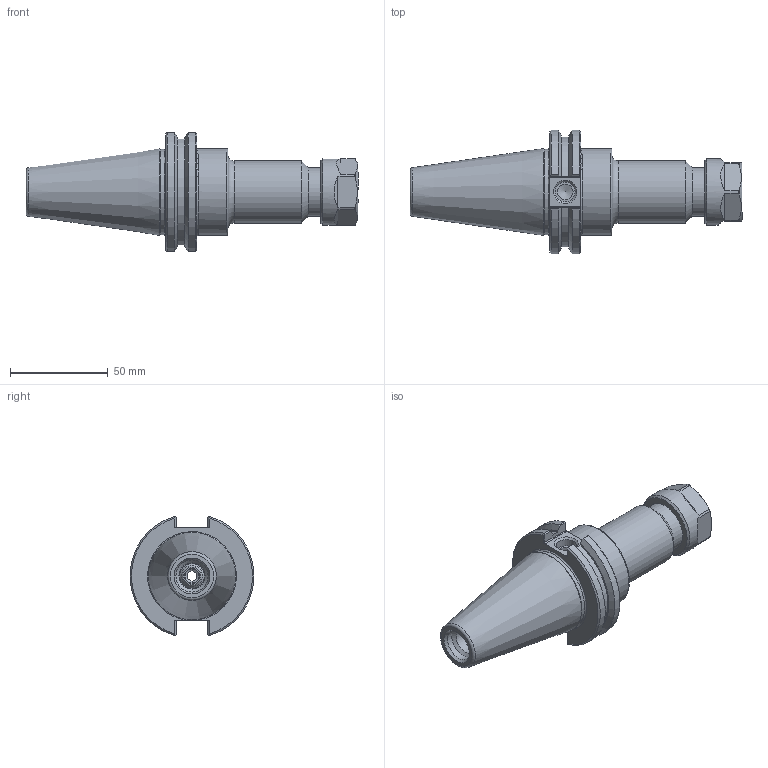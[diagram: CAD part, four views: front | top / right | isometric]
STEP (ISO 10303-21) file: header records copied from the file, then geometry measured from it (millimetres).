
FILE_DESCRIPTION(/* description */ ('ER COLLET CHUCK'),/* implementation_level */ '2;1');
FILE_NAME(/* name */ 'C40-20ERF400.stp',/* time_stamp */ '2017-01-19T13:18:31-05:00',/* author */ ('davhar'),/* organization */ (''),/* preprocessor_version */ 'ST-DEVELOPER v16.1',/* originating_system */ 'Autodesk Inventor 2016',/* authorisation */ '');
FILE_SCHEMA (('AUTOMOTIVE_DESIGN { 1 0 10303 214 3 1 1 }'));
Length unit declared in the file: inch
Products named in the file (4): C40-20ER4-1; 20ERHN; BS-09; C40-20ERF400
Assembly tree (3 placements, depth 2):
  C40-20ERF400
    C40-20ER4-1
    20ERHN
    BS-09
Bounding box: 169.93 x 63.26 x 61.05 mm (x, y, z)
Volume: 162823.7 mm3; surface area: 35651.3 mm2
Topology: 3 solids, 3 shells, 147 faces, 366 edges, 230 vertices
Faces by surface type: plane 64, cylinder 40, cone 32, torus 11
Full cylindrical faces by diameter (mm): 7.137 x1, 8.001 x1, 10.135 x1, 10.719 x2, 12.751 x1, 13.335 x1, 13.386 x1, 14.097 x1, 14.478 x1, 15.494 x1, 16.459 x1, 23.5 x1, 25 x1, 26 x1, 31.75 x1, 34 x1, 43.942 x1, 44.45 x1
Entity records: 4257 total; most frequent: CARTESIAN_POINT 892, DIRECTION 674, ORIENTED_EDGE 610, EDGE_CURVE 305, AXIS2_PLACEMENT_3D 273, VERTEX_POINT 217, EDGE_LOOP 206, FACE_OUTER_BOUND 147
